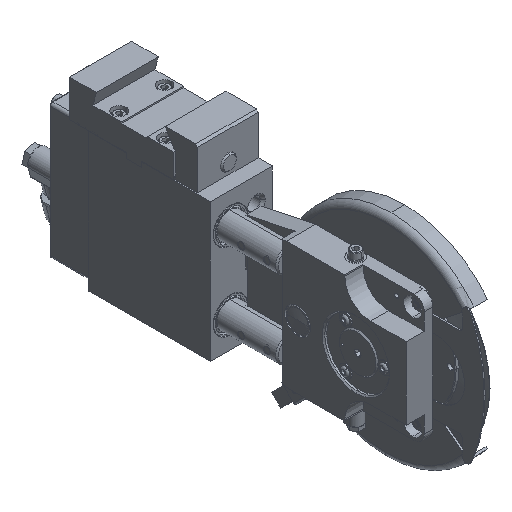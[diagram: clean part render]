
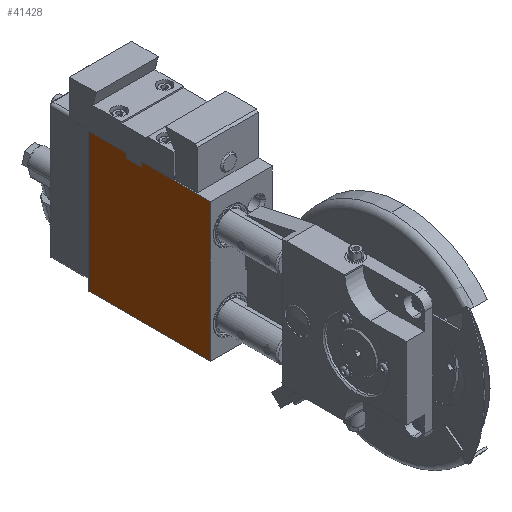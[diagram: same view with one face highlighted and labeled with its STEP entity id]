
A CAD part, isometric view. The second image highlights one B-rep face of the part: STEP entity #41428.
In plain terms, the highlighted planar face has unit normal (-1, 0, 0).
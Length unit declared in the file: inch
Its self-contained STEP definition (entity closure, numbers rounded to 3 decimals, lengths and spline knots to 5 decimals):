
#269 = VECTOR ( 'NONE', #39288, 39.37008 ) ;
#420 = VERTEX_POINT ( 'NONE', #48297 ) ;
#566 = VECTOR ( 'NONE', #50760, 39.37008 ) ;
#842 = EDGE_CURVE ( 'NONE', #25138, #48887, #23422, .T. ) ;
#1880 = VERTEX_POINT ( 'NONE', #4127 ) ;
#2080 = EDGE_CURVE ( 'NONE', #48887, #1880, #49848, .T. ) ;
#2506 = CARTESIAN_POINT ( 'NONE',  ( -0.94486, 2.55906, -2.1063 ) ) ;
#3331 = CARTESIAN_POINT ( 'NONE',  ( -0.94486, 0., 2.1063 ) ) ;
#3806 = VERTEX_POINT ( 'NONE', #9250 ) ;
#4127 = CARTESIAN_POINT ( 'NONE',  ( -0.94486, 2.55906, 2.1063 ) ) ;
#4693 = LINE ( 'NONE', #5704, #9678 ) ;
#5704 = CARTESIAN_POINT ( 'NONE',  ( -0.94486, 3.70079, -2.1063 ) ) ;
#5950 = ORIENTED_EDGE ( 'NONE', *, *, #44148, .T. ) ;
#9250 = CARTESIAN_POINT ( 'NONE',  ( -0.94486, 0., 2.1063 ) ) ;
#9678 = VECTOR ( 'NONE', #33392, 39.37008 ) ;
#10718 = EDGE_CURVE ( 'NONE', #420, #25138, #27343, .T. ) ;
#11446 = DIRECTION ( 'NONE',  ( 0., 0., 1. ) ) ;
#12250 = ORIENTED_EDGE ( 'NONE', *, *, #43217, .F. ) ;
#12928 = DIRECTION ( 'NONE',  ( 0., 0., -1. ) ) ;
#13200 = VECTOR ( 'NONE', #52041, 39.37008 ) ;
#13220 = VECTOR ( 'NONE', #11446, 39.37008 ) ;
#13711 = FACE_OUTER_BOUND ( 'NONE', #15969, .T. ) ;
#14238 = ORIENTED_EDGE ( 'NONE', *, *, #38224, .T. ) ;
#14642 = CARTESIAN_POINT ( 'NONE',  ( -0.94486, 2.08661, -2.1063 ) ) ;
#15120 = DIRECTION ( 'NONE',  ( 0., 1., 0. ) ) ;
#15430 = LINE ( 'NONE', #30782, #51230 ) ;
#15969 = EDGE_LOOP ( 'NONE', ( #42694, #27517, #14238, #12250, #46715, #5950, #30837, #22414 ) ) ;
#16891 = CARTESIAN_POINT ( 'NONE',  ( -0.94486, 0., -2.1063 ) ) ;
#21405 = AXIS2_PLACEMENT_3D ( 'NONE', #21938, #37197, #12928 ) ;
#21938 = CARTESIAN_POINT ( 'NONE',  ( -0.94486, 0., -2.1063 ) ) ;
#22414 = ORIENTED_EDGE ( 'NONE', *, *, #10718, .T. ) ;
#23422 = LINE ( 'NONE', #51059, #35144 ) ;
#25138 = VERTEX_POINT ( 'NONE', #26394 ) ;
#25300 = VECTOR ( 'NONE', #15120, 39.37008 ) ;
#26394 = CARTESIAN_POINT ( 'NONE',  ( -0.94486, 2.08661, 1.9685 ) ) ;
#26484 = VERTEX_POINT ( 'NONE', #33830 ) ;
#27343 = LINE ( 'NONE', #14642, #566 ) ;
#27361 = DIRECTION ( 'NONE',  ( 0., 1., 0. ) ) ;
#27517 = ORIENTED_EDGE ( 'NONE', *, *, #2080, .T. ) ;
#27833 = LINE ( 'NONE', #43834, #13220 ) ;
#30782 = CARTESIAN_POINT ( 'NONE',  ( -0.94486, 0., 2.1063 ) ) ;
#30837 = ORIENTED_EDGE ( 'NONE', *, *, #37299, .T. ) ;
#33392 = DIRECTION ( 'NONE',  ( 0., 0., 1. ) ) ;
#33830 = CARTESIAN_POINT ( 'NONE',  ( -0.94486, 3.70079, -2.1063 ) ) ;
#35144 = VECTOR ( 'NONE', #27361, 39.37008 ) ;
#35947 = CARTESIAN_POINT ( 'NONE',  ( -0.94486, 0., -2.1063 ) ) ;
#36468 = EDGE_CURVE ( 'NONE', #39508, #26484, #39843, .T. ) ;
#37197 = DIRECTION ( 'NONE',  ( 1., 0., 0. ) ) ;
#37299 = EDGE_CURVE ( 'NONE', #3806, #420, #15430, .T. ) ;
#38224 = EDGE_CURVE ( 'NONE', #1880, #50678, #50703, .T. ) ;
#39288 = DIRECTION ( 'NONE',  ( 0., 0., 1. ) ) ;
#39508 = VERTEX_POINT ( 'NONE', #16891 ) ;
#39843 = LINE ( 'NONE', #35947, #13200 ) ;
#41428 = ADVANCED_FACE ( 'NONE', ( #13711 ), #41619, .F. ) ;
#41619 = PLANE ( 'NONE',  #21405 ) ;
#42694 = ORIENTED_EDGE ( 'NONE', *, *, #842, .T. ) ;
#42824 = DIRECTION ( 'NONE',  ( 0., 1., 0. ) ) ;
#42970 = CARTESIAN_POINT ( 'NONE',  ( -0.94486, 3.70079, 2.1063 ) ) ;
#43217 = EDGE_CURVE ( 'NONE', #26484, #50678, #4693, .T. ) ;
#43834 = CARTESIAN_POINT ( 'NONE',  ( -0.94486, 0., -2.1063 ) ) ;
#44148 = EDGE_CURVE ( 'NONE', #39508, #3806, #27833, .T. ) ;
#46121 = CARTESIAN_POINT ( 'NONE',  ( -0.94486, 2.55906, 1.9685 ) ) ;
#46715 = ORIENTED_EDGE ( 'NONE', *, *, #36468, .F. ) ;
#48297 = CARTESIAN_POINT ( 'NONE',  ( -0.94486, 2.08661, 2.1063 ) ) ;
#48887 = VERTEX_POINT ( 'NONE', #46121 ) ;
#49848 = LINE ( 'NONE', #2506, #269 ) ;
#50678 = VERTEX_POINT ( 'NONE', #42970 ) ;
#50703 = LINE ( 'NONE', #3331, #25300 ) ;
#50760 = DIRECTION ( 'NONE',  ( 0., 0., -1. ) ) ;
#51059 = CARTESIAN_POINT ( 'NONE',  ( -0.94486, 0., 1.9685 ) ) ;
#51230 = VECTOR ( 'NONE', #42824, 39.37008 ) ;
#52041 = DIRECTION ( 'NONE',  ( 0., 1., 0. ) ) ;
